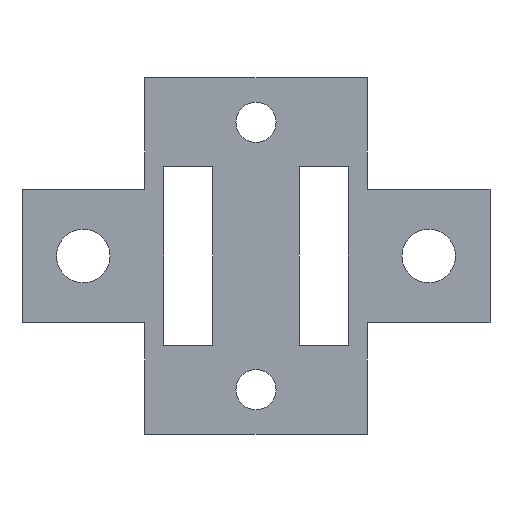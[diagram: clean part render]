
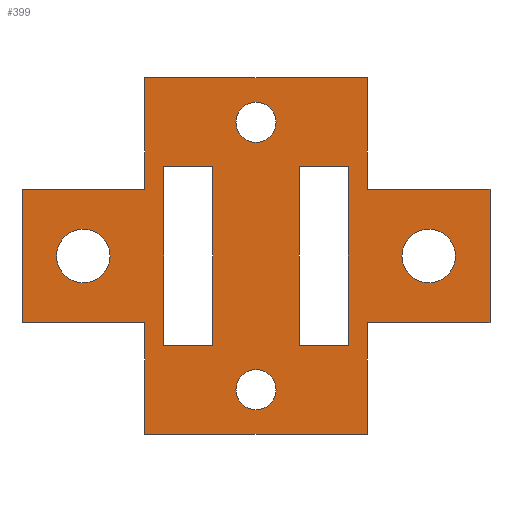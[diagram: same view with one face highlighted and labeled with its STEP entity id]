
A CAD part, front view. The second image highlights one B-rep face of the part: STEP entity #399.
In plain terms, the highlighted planar face has unit normal (0, -1, 0).
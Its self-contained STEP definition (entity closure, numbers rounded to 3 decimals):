
#50=CARTESIAN_POINT('',(-842.,328.324,-63.95));
#51=VERTEX_POINT('',#50);
#58=CARTESIAN_POINT('',(-836.5,328.324,-63.95));
#59=VERTEX_POINT('',#58);
#60=CARTESIAN_POINT('',(-842.,328.324,-63.95));
#61=DIRECTION('',(1.,0.,-0.));
#62=VECTOR('',#61,5.5);
#63=LINE('',#60,#62);
#64=EDGE_CURVE('',#51,#59,#63,.T.);
#106=CARTESIAN_POINT('',(-836.5,328.324,-69.95));
#107=VERTEX_POINT('',#106);
#114=CARTESIAN_POINT('',(-842.,328.324,-69.95));
#115=VERTEX_POINT('',#114);
#116=CARTESIAN_POINT('',(-842.,328.324,-69.95));
#117=DIRECTION('',(1.,0.,-0.));
#118=VECTOR('',#117,5.5);
#119=LINE('',#116,#118);
#120=EDGE_CURVE('',#115,#107,#119,.T.);
#144=CARTESIAN_POINT('',(-836.5,328.324,-69.95));
#145=DIRECTION('',(0.,-0.,1.));
#146=VECTOR('',#145,6.);
#147=LINE('',#144,#146);
#148=EDGE_CURVE('',#107,#59,#147,.T.);
#189=CARTESIAN_POINT('',(-407.,328.324,128.05));
#190=DIRECTION('',(0.,-1.,-0.));
#191=DIRECTION('',(0.,-0.,1.));
#192=AXIS2_PLACEMENT_3D('',#189,#190,#191);
#193=PLANE('',#192);
#194=CARTESIAN_POINT('',(-838.05,328.324,-66.95));
#195=VERTEX_POINT('',#194);
#196=CARTESIAN_POINT('',(-840.45,328.324,-66.95));
#197=VERTEX_POINT('',#196);
#198=CARTESIAN_POINT('',(-839.25,328.324,-66.95));
#199=DIRECTION('',(-0.,-1.,-0.));
#200=DIRECTION('',(-1.,0.,0.));
#201=AXIS2_PLACEMENT_3D('',#198,#199,#200);
#202=CIRCLE('',#201,1.2);
#203=EDGE_CURVE('',#195,#197,#202,.T.);
#204=ORIENTED_EDGE('',*,*,#203,.F.);
#205=CARTESIAN_POINT('',(-839.25,328.324,-66.95));
#206=DIRECTION('',(-0.,-1.,-0.));
#207=DIRECTION('',(-1.,0.,0.));
#208=AXIS2_PLACEMENT_3D('',#205,#206,#207);
#209=CIRCLE('',#208,1.2);
#210=EDGE_CURVE('',#197,#195,#209,.T.);
#211=ORIENTED_EDGE('',*,*,#210,.F.);
#212=EDGE_LOOP('',(#204,#211));
#213=FACE_BOUND('',#212,.T.);
#214=ORIENTED_EDGE('',*,*,#64,.F.);
#215=CARTESIAN_POINT('',(-842.,328.324,-58.95));
#216=VERTEX_POINT('',#215);
#217=CARTESIAN_POINT('',(-842.,328.324,-63.95));
#218=DIRECTION('',(0.,-0.,1.));
#219=VECTOR('',#218,5.);
#220=LINE('',#217,#219);
#221=EDGE_CURVE('',#51,#216,#220,.T.);
#222=ORIENTED_EDGE('',*,*,#221,.T.);
#223=CARTESIAN_POINT('',(-852.,328.324,-58.95));
#224=VERTEX_POINT('',#223);
#225=CARTESIAN_POINT('',(-842.,328.324,-58.95));
#226=DIRECTION('',(-1.,0.,0.));
#227=VECTOR('',#226,10.);
#228=LINE('',#225,#227);
#229=EDGE_CURVE('',#216,#224,#228,.T.);
#230=ORIENTED_EDGE('',*,*,#229,.T.);
#231=CARTESIAN_POINT('',(-852.,328.324,-63.95));
#232=VERTEX_POINT('',#231);
#233=CARTESIAN_POINT('',(-852.,328.324,-58.95));
#234=DIRECTION('',(0.,0.,-1.));
#235=VECTOR('',#234,5.);
#236=LINE('',#233,#235);
#237=EDGE_CURVE('',#224,#232,#236,.T.);
#238=ORIENTED_EDGE('',*,*,#237,.T.);
#239=CARTESIAN_POINT('',(-857.5,328.324,-63.95));
#240=VERTEX_POINT('',#239);
#241=CARTESIAN_POINT('',(-852.,328.324,-63.95));
#242=DIRECTION('',(-1.,0.,0.));
#243=VECTOR('',#242,5.5);
#244=LINE('',#241,#243);
#245=EDGE_CURVE('',#232,#240,#244,.T.);
#246=ORIENTED_EDGE('',*,*,#245,.T.);
#247=CARTESIAN_POINT('',(-857.5,328.324,-69.95));
#248=VERTEX_POINT('',#247);
#249=CARTESIAN_POINT('',(-857.5,328.324,-69.95));
#250=DIRECTION('',(0.,-0.,1.));
#251=VECTOR('',#250,6.);
#252=LINE('',#249,#251);
#253=EDGE_CURVE('',#248,#240,#252,.T.);
#254=ORIENTED_EDGE('',*,*,#253,.F.);
#255=CARTESIAN_POINT('',(-852.,328.324,-69.95));
#256=VERTEX_POINT('',#255);
#257=CARTESIAN_POINT('',(-852.,328.324,-69.95));
#258=DIRECTION('',(-1.,0.,0.));
#259=VECTOR('',#258,5.5);
#260=LINE('',#257,#259);
#261=EDGE_CURVE('',#256,#248,#260,.T.);
#262=ORIENTED_EDGE('',*,*,#261,.F.);
#263=CARTESIAN_POINT('',(-852.,328.324,-74.95));
#264=VERTEX_POINT('',#263);
#265=CARTESIAN_POINT('',(-852.,328.324,-69.95));
#266=DIRECTION('',(0.,0.,-1.));
#267=VECTOR('',#266,5.);
#268=LINE('',#265,#267);
#269=EDGE_CURVE('',#256,#264,#268,.T.);
#270=ORIENTED_EDGE('',*,*,#269,.T.);
#271=CARTESIAN_POINT('',(-842.,328.324,-74.95));
#272=VERTEX_POINT('',#271);
#273=CARTESIAN_POINT('',(-852.,328.324,-74.95));
#274=DIRECTION('',(1.,0.,-0.));
#275=VECTOR('',#274,10.);
#276=LINE('',#273,#275);
#277=EDGE_CURVE('',#264,#272,#276,.T.);
#278=ORIENTED_EDGE('',*,*,#277,.T.);
#279=CARTESIAN_POINT('',(-842.,328.324,-74.95));
#280=DIRECTION('',(0.,-0.,1.));
#281=VECTOR('',#280,5.);
#282=LINE('',#279,#281);
#283=EDGE_CURVE('',#272,#115,#282,.T.);
#284=ORIENTED_EDGE('',*,*,#283,.T.);
#285=ORIENTED_EDGE('',*,*,#120,.T.);
#286=ORIENTED_EDGE('',*,*,#148,.T.);
#287=EDGE_LOOP('',(#214,#222,#230,#238,#246,#254,#262,#270,#278,#284,#285,#286));
#288=FACE_BOUND('',#287,.T.);
#289=CARTESIAN_POINT('',(-853.55,328.324,-66.95));
#290=VERTEX_POINT('',#289);
#291=CARTESIAN_POINT('',(-855.95,328.324,-66.95));
#292=VERTEX_POINT('',#291);
#293=CARTESIAN_POINT('',(-854.75,328.324,-66.95));
#294=DIRECTION('',(-0.,-1.,-0.));
#295=DIRECTION('',(-1.,0.,0.));
#296=AXIS2_PLACEMENT_3D('',#293,#294,#295);
#297=CIRCLE('',#296,1.2);
#298=EDGE_CURVE('',#290,#292,#297,.T.);
#299=ORIENTED_EDGE('',*,*,#298,.F.);
#300=CARTESIAN_POINT('',(-854.75,328.324,-66.95));
#301=DIRECTION('',(-0.,-1.,-0.));
#302=DIRECTION('',(-1.,0.,0.));
#303=AXIS2_PLACEMENT_3D('',#300,#301,#302);
#304=CIRCLE('',#303,1.2);
#305=EDGE_CURVE('',#292,#290,#304,.T.);
#306=ORIENTED_EDGE('',*,*,#305,.F.);
#307=EDGE_LOOP('',(#299,#306));
#308=FACE_BOUND('',#307,.T.);
#309=CARTESIAN_POINT('',(-846.1,328.324,-72.95));
#310=VERTEX_POINT('',#309);
#311=CARTESIAN_POINT('',(-847.,328.324,-72.95));
#312=DIRECTION('',(-0.,1.,0.));
#313=DIRECTION('',(1.,0.,0.));
#314=AXIS2_PLACEMENT_3D('',#311,#312,#313);
#315=CIRCLE('',#314,0.9);
#316=EDGE_CURVE('',#310,#310,#315,.T.);
#317=ORIENTED_EDGE('',*,*,#316,.T.);
#318=EDGE_LOOP('',(#317));
#319=FACE_BOUND('',#318,.T.);
#320=CARTESIAN_POINT('',(-846.1,328.324,-60.95));
#321=VERTEX_POINT('',#320);
#322=CARTESIAN_POINT('',(-847.,328.324,-60.95));
#323=DIRECTION('',(-0.,1.,0.));
#324=DIRECTION('',(1.,0.,0.));
#325=AXIS2_PLACEMENT_3D('',#322,#323,#324);
#326=CIRCLE('',#325,0.9);
#327=EDGE_CURVE('',#321,#321,#326,.T.);
#328=ORIENTED_EDGE('',*,*,#327,.T.);
#329=EDGE_LOOP('',(#328));
#330=FACE_BOUND('',#329,.T.);
#331=CARTESIAN_POINT('',(-851.15,328.324,-70.95));
#332=VERTEX_POINT('',#331);
#333=CARTESIAN_POINT('',(-848.95,328.324,-70.95));
#334=VERTEX_POINT('',#333);
#335=CARTESIAN_POINT('',(-851.15,328.324,-70.95));
#336=DIRECTION('',(1.,0.,-0.));
#337=VECTOR('',#336,2.2);
#338=LINE('',#335,#337);
#339=EDGE_CURVE('',#332,#334,#338,.T.);
#340=ORIENTED_EDGE('',*,*,#339,.F.);
#341=CARTESIAN_POINT('',(-851.15,328.324,-62.95));
#342=VERTEX_POINT('',#341);
#343=CARTESIAN_POINT('',(-851.15,328.324,-62.95));
#344=DIRECTION('',(0.,0.,-1.));
#345=VECTOR('',#344,8.);
#346=LINE('',#343,#345);
#347=EDGE_CURVE('',#342,#332,#346,.T.);
#348=ORIENTED_EDGE('',*,*,#347,.F.);
#349=CARTESIAN_POINT('',(-848.95,328.324,-62.95));
#350=VERTEX_POINT('',#349);
#351=CARTESIAN_POINT('',(-848.95,328.324,-62.95));
#352=DIRECTION('',(-1.,0.,0.));
#353=VECTOR('',#352,2.2);
#354=LINE('',#351,#353);
#355=EDGE_CURVE('',#350,#342,#354,.T.);
#356=ORIENTED_EDGE('',*,*,#355,.F.);
#357=CARTESIAN_POINT('',(-848.95,328.324,-62.95));
#358=DIRECTION('',(0.,0.,-1.));
#359=VECTOR('',#358,8.);
#360=LINE('',#357,#359);
#361=EDGE_CURVE('',#350,#334,#360,.T.);
#362=ORIENTED_EDGE('',*,*,#361,.T.);
#363=EDGE_LOOP('',(#340,#348,#356,#362));
#364=FACE_BOUND('',#363,.T.);
#365=CARTESIAN_POINT('',(-845.05,328.324,-62.95));
#366=VERTEX_POINT('',#365);
#367=CARTESIAN_POINT('',(-845.05,328.324,-70.95));
#368=VERTEX_POINT('',#367);
#369=CARTESIAN_POINT('',(-845.05,328.324,-62.95));
#370=DIRECTION('',(0.,0.,-1.));
#371=VECTOR('',#370,8.);
#372=LINE('',#369,#371);
#373=EDGE_CURVE('',#366,#368,#372,.T.);
#374=ORIENTED_EDGE('',*,*,#373,.F.);
#375=CARTESIAN_POINT('',(-842.85,328.324,-62.95));
#376=VERTEX_POINT('',#375);
#377=CARTESIAN_POINT('',(-842.85,328.324,-62.95));
#378=DIRECTION('',(-1.,0.,0.));
#379=VECTOR('',#378,2.2);
#380=LINE('',#377,#379);
#381=EDGE_CURVE('',#376,#366,#380,.T.);
#382=ORIENTED_EDGE('',*,*,#381,.F.);
#383=CARTESIAN_POINT('',(-842.85,328.324,-70.95));
#384=VERTEX_POINT('',#383);
#385=CARTESIAN_POINT('',(-842.85,328.324,-62.95));
#386=DIRECTION('',(0.,0.,-1.));
#387=VECTOR('',#386,8.);
#388=LINE('',#385,#387);
#389=EDGE_CURVE('',#376,#384,#388,.T.);
#390=ORIENTED_EDGE('',*,*,#389,.T.);
#391=CARTESIAN_POINT('',(-845.05,328.324,-70.95));
#392=DIRECTION('',(1.,0.,-0.));
#393=VECTOR('',#392,2.2);
#394=LINE('',#391,#393);
#395=EDGE_CURVE('',#368,#384,#394,.T.);
#396=ORIENTED_EDGE('',*,*,#395,.F.);
#397=EDGE_LOOP('',(#374,#382,#390,#396));
#398=FACE_BOUND('',#397,.T.);
#399=ADVANCED_FACE('',(#213,#288,#308,#319,#330,#364,#398),#193,.T.);
